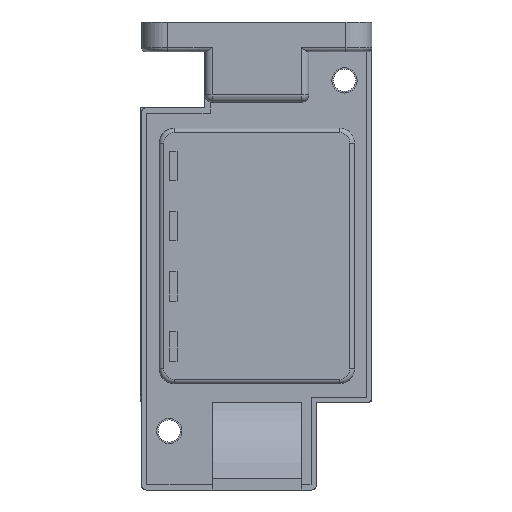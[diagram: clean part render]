
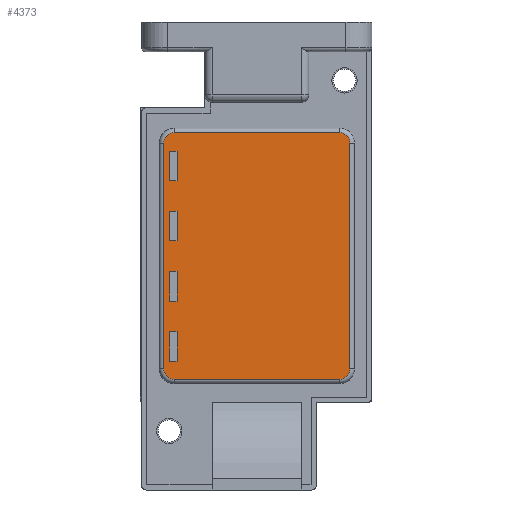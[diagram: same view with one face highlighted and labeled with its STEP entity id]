
A CAD part, front view. The second image highlights one B-rep face of the part: STEP entity #4373.
In plain terms, the highlighted face is planar.
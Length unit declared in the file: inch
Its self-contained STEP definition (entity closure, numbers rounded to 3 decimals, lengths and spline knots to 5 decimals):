
#1052=DIRECTION('',(0.,-1.,0.));
#1053=VECTOR('',#1052,0.2);
#1054=CARTESIAN_POINT('',(0.188,2.281,0.98));
#1055=LINE('',#1054,#1053);
#1056=DIRECTION('',(1.,0.,0.));
#1057=VECTOR('',#1056,0.05);
#1058=CARTESIAN_POINT('',(0.188,2.081,0.98));
#1059=LINE('',#1058,#1057);
#1060=DIRECTION('',(0.,1.,0.));
#1061=VECTOR('',#1060,0.2);
#1062=CARTESIAN_POINT('',(0.238,2.081,0.98));
#1063=LINE('',#1062,#1061);
#1064=DIRECTION('',(-1.,0.,0.));
#1065=VECTOR('',#1064,0.05);
#1066=CARTESIAN_POINT('',(0.238,2.281,0.98));
#1067=LINE('',#1066,#1065);
#1068=DIRECTION('',(0.,-1.,0.));
#1069=VECTOR('',#1068,0.2);
#1070=CARTESIAN_POINT('',(0.188,1.876,0.98));
#1071=LINE('',#1070,#1069);
#1072=DIRECTION('',(1.,0.,0.));
#1073=VECTOR('',#1072,0.05);
#1074=CARTESIAN_POINT('',(0.188,1.676,0.98));
#1075=LINE('',#1074,#1073);
#1076=DIRECTION('',(0.,1.,0.));
#1077=VECTOR('',#1076,0.2);
#1078=CARTESIAN_POINT('',(0.238,1.676,0.98));
#1079=LINE('',#1078,#1077);
#1080=DIRECTION('',(-1.,0.,0.));
#1081=VECTOR('',#1080,0.05);
#1082=CARTESIAN_POINT('',(0.238,1.876,0.98));
#1083=LINE('',#1082,#1081);
#1084=DIRECTION('',(0.,-1.,0.));
#1085=VECTOR('',#1084,0.2);
#1086=CARTESIAN_POINT('',(0.188,1.471,0.98));
#1087=LINE('',#1086,#1085);
#1088=DIRECTION('',(1.,0.,0.));
#1089=VECTOR('',#1088,0.05);
#1090=CARTESIAN_POINT('',(0.188,1.271,0.98));
#1091=LINE('',#1090,#1089);
#1092=DIRECTION('',(0.,1.,0.));
#1093=VECTOR('',#1092,0.2);
#1094=CARTESIAN_POINT('',(0.238,1.271,0.98));
#1095=LINE('',#1094,#1093);
#1096=DIRECTION('',(-1.,0.,0.));
#1097=VECTOR('',#1096,0.05);
#1098=CARTESIAN_POINT('',(0.238,1.471,0.98));
#1099=LINE('',#1098,#1097);
#1100=DIRECTION('',(0.,-1.,0.));
#1101=VECTOR('',#1100,0.2);
#1102=CARTESIAN_POINT('',(0.188,1.066,0.98));
#1103=LINE('',#1102,#1101);
#1104=DIRECTION('',(1.,0.,0.));
#1105=VECTOR('',#1104,0.05);
#1106=CARTESIAN_POINT('',(0.188,0.866,0.98));
#1107=LINE('',#1106,#1105);
#1108=DIRECTION('',(0.,1.,0.));
#1109=VECTOR('',#1108,0.2);
#1110=CARTESIAN_POINT('',(0.238,0.866,0.98));
#1111=LINE('',#1110,#1109);
#1112=DIRECTION('',(-1.,0.,0.));
#1113=VECTOR('',#1112,0.05);
#1114=CARTESIAN_POINT('',(0.238,1.066,0.98));
#1115=LINE('',#1114,#1113);
#1116=CARTESIAN_POINT('',(1.332,0.816,0.98));
#1117=DIRECTION('',(0.,0.,1.));
#1118=DIRECTION('',(0.,-1.,0.));
#1119=AXIS2_PLACEMENT_3D('',#1116,#1117,#1118);
#1121=DIRECTION('',(1.,0.,0.));
#1122=VECTOR('',#1121,1.114);
#1123=CARTESIAN_POINT('',(0.218,0.746,0.98));
#1124=LINE('',#1123,#1122);
#1125=CARTESIAN_POINT('',(0.218,0.816,0.98));
#1126=DIRECTION('',(0.,0.,1.));
#1127=DIRECTION('',(-1.,0.,0.));
#1128=AXIS2_PLACEMENT_3D('',#1125,#1126,#1127);
#1130=DIRECTION('',(0.,-1.,0.));
#1131=VECTOR('',#1130,1.519);
#1132=CARTESIAN_POINT('',(0.148,2.335,0.98));
#1133=LINE('',#1132,#1131);
#1134=CARTESIAN_POINT('',(0.218,2.335,0.98));
#1135=DIRECTION('',(0.,0.,1.));
#1136=DIRECTION('',(0.,1.,0.));
#1137=AXIS2_PLACEMENT_3D('',#1134,#1135,#1136);
#1139=DIRECTION('',(-1.,0.,0.));
#1140=VECTOR('',#1139,1.114);
#1141=CARTESIAN_POINT('',(1.332,2.405,0.98));
#1142=LINE('',#1141,#1140);
#1143=CARTESIAN_POINT('',(1.332,2.335,0.98));
#1144=DIRECTION('',(0.,0.,1.));
#1145=DIRECTION('',(1.,0.,0.));
#1146=AXIS2_PLACEMENT_3D('',#1143,#1144,#1145);
#1148=DIRECTION('',(0.,1.,0.));
#1149=VECTOR('',#1148,1.519);
#1150=CARTESIAN_POINT('',(1.402,0.816,0.98));
#1151=LINE('',#1150,#1149);
#2497=CARTESIAN_POINT('',(0.188,2.281,0.98));
#2498=CARTESIAN_POINT('',(0.188,2.081,0.98));
#2499=VERTEX_POINT('',#2497);
#2500=VERTEX_POINT('',#2498);
#2501=CARTESIAN_POINT('',(0.238,2.081,0.98));
#2502=VERTEX_POINT('',#2501);
#2503=CARTESIAN_POINT('',(0.238,2.281,0.98));
#2504=VERTEX_POINT('',#2503);
#2505=CARTESIAN_POINT('',(0.188,1.876,0.98));
#2506=CARTESIAN_POINT('',(0.188,1.676,0.98));
#2507=VERTEX_POINT('',#2505);
#2508=VERTEX_POINT('',#2506);
#2509=CARTESIAN_POINT('',(0.238,1.676,0.98));
#2510=VERTEX_POINT('',#2509);
#2511=CARTESIAN_POINT('',(0.238,1.876,0.98));
#2512=VERTEX_POINT('',#2511);
#2513=CARTESIAN_POINT('',(0.188,1.471,0.98));
#2514=CARTESIAN_POINT('',(0.188,1.271,0.98));
#2515=VERTEX_POINT('',#2513);
#2516=VERTEX_POINT('',#2514);
#2517=CARTESIAN_POINT('',(0.238,1.271,0.98));
#2518=VERTEX_POINT('',#2517);
#2519=CARTESIAN_POINT('',(0.238,1.471,0.98));
#2520=VERTEX_POINT('',#2519);
#2521=CARTESIAN_POINT('',(0.188,1.066,0.98));
#2522=CARTESIAN_POINT('',(0.188,0.866,0.98));
#2523=VERTEX_POINT('',#2521);
#2524=VERTEX_POINT('',#2522);
#2525=CARTESIAN_POINT('',(0.238,0.866,0.98));
#2526=VERTEX_POINT('',#2525);
#2527=CARTESIAN_POINT('',(0.238,1.066,0.98));
#2528=VERTEX_POINT('',#2527);
#2934=CARTESIAN_POINT('',(1.332,0.746,0.98));
#2935=CARTESIAN_POINT('',(1.402,0.816,0.98));
#2936=VERTEX_POINT('',#2934);
#2937=VERTEX_POINT('',#2935);
#2942=CARTESIAN_POINT('',(1.402,2.335,0.98));
#2943=VERTEX_POINT('',#2942);
#2946=CARTESIAN_POINT('',(1.332,2.405,0.98));
#2947=VERTEX_POINT('',#2946);
#2950=CARTESIAN_POINT('',(0.218,2.405,0.98));
#2951=VERTEX_POINT('',#2950);
#2954=CARTESIAN_POINT('',(0.148,2.335,0.98));
#2955=VERTEX_POINT('',#2954);
#2958=CARTESIAN_POINT('',(0.148,0.816,0.98));
#2959=VERTEX_POINT('',#2958);
#2962=CARTESIAN_POINT('',(0.218,0.746,0.98));
#2963=VERTEX_POINT('',#2962);
#4315=CARTESIAN_POINT('',(0.,0.,0.98));
#4316=DIRECTION('',(0.,0.,1.));
#4317=DIRECTION('',(1.,0.,0.));
#4318=AXIS2_PLACEMENT_3D('',#4315,#4316,#4317);
#4319=PLANE('',#4318);
#4321=ORIENTED_EDGE('',*,*,#4320,.F.);
#4323=ORIENTED_EDGE('',*,*,#4322,.F.);
#4325=ORIENTED_EDGE('',*,*,#4324,.F.);
#4327=ORIENTED_EDGE('',*,*,#4326,.F.);
#4329=ORIENTED_EDGE('',*,*,#4328,.F.);
#4331=ORIENTED_EDGE('',*,*,#4330,.F.);
#4333=ORIENTED_EDGE('',*,*,#4332,.F.);
#4335=ORIENTED_EDGE('',*,*,#4334,.F.);
#4336=EDGE_LOOP('',(#4321,#4323,#4325,#4327,#4329,#4331,#4333,#4335));
#4337=FACE_OUTER_BOUND('',#4336,.F.);
#4338=ORIENTED_EDGE('',*,*,#4066,.T.);
#4340=ORIENTED_EDGE('',*,*,#4339,.T.);
#4342=ORIENTED_EDGE('',*,*,#4341,.T.);
#4344=ORIENTED_EDGE('',*,*,#4343,.T.);
#4345=EDGE_LOOP('',(#4338,#4340,#4342,#4344));
#4346=FACE_BOUND('',#4345,.F.);
#4347=ORIENTED_EDGE('',*,*,#4058,.T.);
#4349=ORIENTED_EDGE('',*,*,#4348,.T.);
#4351=ORIENTED_EDGE('',*,*,#4350,.T.);
#4353=ORIENTED_EDGE('',*,*,#4352,.T.);
#4354=EDGE_LOOP('',(#4347,#4349,#4351,#4353));
#4355=FACE_BOUND('',#4354,.F.);
#4356=ORIENTED_EDGE('',*,*,#4050,.T.);
#4358=ORIENTED_EDGE('',*,*,#4357,.T.);
#4360=ORIENTED_EDGE('',*,*,#4359,.T.);
#4362=ORIENTED_EDGE('',*,*,#4361,.T.);
#4363=EDGE_LOOP('',(#4356,#4358,#4360,#4362));
#4364=FACE_BOUND('',#4363,.F.);
#4365=ORIENTED_EDGE('',*,*,#4074,.T.);
#4367=ORIENTED_EDGE('',*,*,#4366,.T.);
#4369=ORIENTED_EDGE('',*,*,#4368,.T.);
#4370=ORIENTED_EDGE('',*,*,#4306,.T.);
#4371=EDGE_LOOP('',(#4365,#4367,#4369,#4370));
#4372=FACE_BOUND('',#4371,.F.);
#4373=ADVANCED_FACE('',(#4337,#4346,#4355,#4364,#4372),#4319,.T.);
#1120=CIRCLE('',#1119,0.07);
#1129=CIRCLE('',#1128,0.07);
#1138=CIRCLE('',#1137,0.07);
#1147=CIRCLE('',#1146,0.07);
#4050=EDGE_CURVE('',#2523,#2524,#1103,.T.);
#4058=EDGE_CURVE('',#2515,#2516,#1087,.T.);
#4066=EDGE_CURVE('',#2507,#2508,#1071,.T.);
#4074=EDGE_CURVE('',#2499,#2500,#1055,.T.);
#4306=EDGE_CURVE('',#2504,#2499,#1067,.T.);
#4320=EDGE_CURVE('',#2936,#2937,#1120,.T.);
#4322=EDGE_CURVE('',#2963,#2936,#1124,.T.);
#4324=EDGE_CURVE('',#2959,#2963,#1129,.T.);
#4326=EDGE_CURVE('',#2955,#2959,#1133,.T.);
#4328=EDGE_CURVE('',#2951,#2955,#1138,.T.);
#4330=EDGE_CURVE('',#2947,#2951,#1142,.T.);
#4332=EDGE_CURVE('',#2943,#2947,#1147,.T.);
#4334=EDGE_CURVE('',#2937,#2943,#1151,.T.);
#4339=EDGE_CURVE('',#2508,#2510,#1075,.T.);
#4341=EDGE_CURVE('',#2510,#2512,#1079,.T.);
#4343=EDGE_CURVE('',#2512,#2507,#1083,.T.);
#4348=EDGE_CURVE('',#2516,#2518,#1091,.T.);
#4350=EDGE_CURVE('',#2518,#2520,#1095,.T.);
#4352=EDGE_CURVE('',#2520,#2515,#1099,.T.);
#4357=EDGE_CURVE('',#2524,#2526,#1107,.T.);
#4359=EDGE_CURVE('',#2526,#2528,#1111,.T.);
#4361=EDGE_CURVE('',#2528,#2523,#1115,.T.);
#4366=EDGE_CURVE('',#2500,#2502,#1059,.T.);
#4368=EDGE_CURVE('',#2502,#2504,#1063,.T.);
